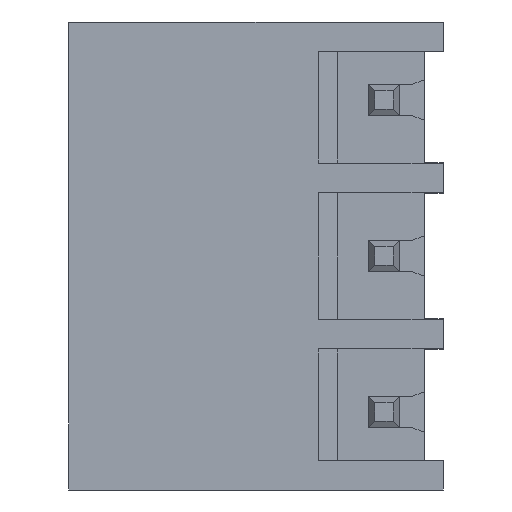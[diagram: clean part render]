
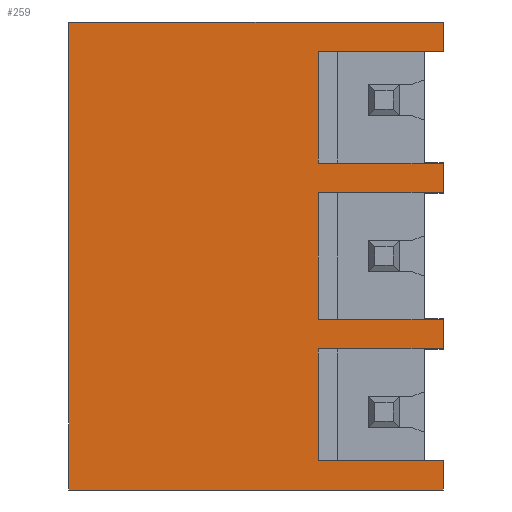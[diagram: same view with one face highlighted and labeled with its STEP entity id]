
A CAD part, front view. The second image highlights one B-rep face of the part: STEP entity #259.
In plain terms, the highlighted planar face has unit normal (0, -1, 0).
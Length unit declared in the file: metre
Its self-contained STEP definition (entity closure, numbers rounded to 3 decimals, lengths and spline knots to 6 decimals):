
#259=ADVANCED_FACE('',(#698),#699,.F.);
#698=FACE_OUTER_BOUND('',#1326,.T.);
#699=PLANE('',#1327);
#1326=EDGE_LOOP('',(#2042,#2043,#2044,#2045,#2046,#2047,#2048,#2049,#2050,#2051,#2052,#2053,#2054,#2055,#2056,#2057));
#1327=AXIS2_PLACEMENT_3D('',#2058,#2059,#2060);
#2042=ORIENTED_EDGE('',*,*,#3877,.T.);
#2043=ORIENTED_EDGE('',*,*,#3878,.F.);
#2044=ORIENTED_EDGE('',*,*,#3879,.T.);
#2045=ORIENTED_EDGE('',*,*,#3880,.T.);
#2046=ORIENTED_EDGE('',*,*,#3881,.F.);
#2047=ORIENTED_EDGE('',*,*,#3874,.F.);
#2048=ORIENTED_EDGE('',*,*,#3882,.F.);
#2049=ORIENTED_EDGE('',*,*,#3883,.T.);
#2050=ORIENTED_EDGE('',*,*,#3884,.T.);
#2051=ORIENTED_EDGE('',*,*,#3885,.F.);
#2052=ORIENTED_EDGE('',*,*,#3886,.T.);
#2053=ORIENTED_EDGE('',*,*,#3887,.T.);
#2054=ORIENTED_EDGE('',*,*,#3888,.T.);
#2055=ORIENTED_EDGE('',*,*,#3889,.F.);
#2056=ORIENTED_EDGE('',*,*,#3890,.F.);
#2057=ORIENTED_EDGE('',*,*,#3891,.T.);
#2058=CARTESIAN_POINT('',(-0.0118,0.0001,0.15076));
#2059=DIRECTION('',(0.,1.0,0.));
#2060=DIRECTION('',(1.0,0.0,0.));
#3874=EDGE_CURVE('',#4676,#4678,#4679,.T.);
#3877=EDGE_CURVE('',#4682,#4683,#4684,.T.);
#3878=EDGE_CURVE('',#4685,#4683,#4686,.T.);
#3879=EDGE_CURVE('',#4685,#4687,#4688,.T.);
#3880=EDGE_CURVE('',#4687,#4689,#4690,.T.);
#3881=EDGE_CURVE('',#4678,#4689,#4691,.T.);
#3882=EDGE_CURVE('',#4692,#4676,#4693,.T.);
#3883=EDGE_CURVE('',#4692,#4694,#4695,.T.);
#3884=EDGE_CURVE('',#4694,#4696,#4697,.T.);
#3885=EDGE_CURVE('',#4698,#4696,#4699,.T.);
#3886=EDGE_CURVE('',#4698,#4700,#4701,.T.);
#3887=EDGE_CURVE('',#4700,#4702,#4703,.T.);
#3888=EDGE_CURVE('',#4702,#4704,#4705,.T.);
#3889=EDGE_CURVE('',#4706,#4704,#4707,.T.);
#3890=EDGE_CURVE('',#4708,#4706,#4709,.T.);
#3891=EDGE_CURVE('',#4708,#4682,#4710,.T.);
#4676=VERTEX_POINT('',#5822);
#4678=VERTEX_POINT('',#5825);
#4679=LINE('',#5826,#5827);
#4682=VERTEX_POINT('',#5831);
#4683=VERTEX_POINT('',#5832);
#4684=LINE('',#5833,#5834);
#4685=VERTEX_POINT('',#5835);
#4686=LINE('',#5836,#5837);
#4687=VERTEX_POINT('',#5838);
#4688=LINE('',#5839,#5840);
#4689=VERTEX_POINT('',#5841);
#4690=LINE('',#5842,#5843);
#4691=LINE('',#5844,#5845);
#4692=VERTEX_POINT('',#5846);
#4693=LINE('',#5847,#5848);
#4694=VERTEX_POINT('',#5849);
#4695=LINE('',#5850,#5851);
#4696=VERTEX_POINT('',#5852);
#4697=LINE('',#5853,#5854);
#4698=VERTEX_POINT('',#5855);
#4699=LINE('',#5856,#5857);
#4700=VERTEX_POINT('',#5858);
#4701=LINE('',#5859,#5860);
#4702=VERTEX_POINT('',#5861);
#4703=LINE('',#5862,#5863);
#4704=VERTEX_POINT('',#5864);
#4705=LINE('',#5865,#5866);
#4706=VERTEX_POINT('',#5867);
#4707=LINE('',#5868,#5869);
#4708=VERTEX_POINT('',#5870);
#4709=LINE('',#5871,#5872);
#4710=LINE('',#5873,#5874);
#5822=CARTESIAN_POINT('',(0.0002,0.0001,0.1399));
#5825=CARTESIAN_POINT('',(-0.0038,0.0001,0.1399));
#5826=CARTESIAN_POINT('',(-0.0028,0.0001,0.1399));
#5827=VECTOR('',#7268,1.0);
#5831=CARTESIAN_POINT('',(-0.0118,0.0001,0.15038));
#5832=CARTESIAN_POINT('',(-0.0118,0.0001,0.13538));
#5833=CARTESIAN_POINT('',(-0.0118,0.0001,0.14572));
#5834=VECTOR('',#7270,1.0);
#5835=CARTESIAN_POINT('',(0.0002,0.0001,0.13538));
#5836=CARTESIAN_POINT('',(-0.0118,0.0001,0.13538));
#5837=VECTOR('',#7271,1.0);
#5838=CARTESIAN_POINT('',(0.0002,0.0001,0.13632));
#5839=CARTESIAN_POINT('',(0.0002,0.0001,0.13566));
#5840=VECTOR('',#7272,1.0);
#5841=CARTESIAN_POINT('',(-0.0038,0.0001,0.13632));
#5842=CARTESIAN_POINT('',(-0.0028,0.0001,0.13632));
#5843=VECTOR('',#7273,1.0);
#5844=CARTESIAN_POINT('',(-0.0038,0.0001,0.13358));
#5845=VECTOR('',#7274,1.0);
#5846=CARTESIAN_POINT('',(0.0002,0.0001,0.14086));
#5847=CARTESIAN_POINT('',(0.0002,0.0001,0.1401));
#5848=VECTOR('',#7275,1.0);
#5849=CARTESIAN_POINT('',(-0.0038,0.0001,0.14086));
#5850=CARTESIAN_POINT('',(-0.0028,0.0001,0.14086));
#5851=VECTOR('',#7276,1.0);
#5852=CARTESIAN_POINT('',(-0.0038,0.0001,0.1449));
#5853=CARTESIAN_POINT('',(-0.0038,0.0001,0.14568));
#5854=VECTOR('',#7277,1.0);
#5855=CARTESIAN_POINT('',(0.0002,0.0001,0.1449));
#5856=CARTESIAN_POINT('',(-0.0028,0.0001,0.1449));
#5857=VECTOR('',#7278,1.0);
#5858=CARTESIAN_POINT('',(0.0002,0.0001,0.14586));
#5859=CARTESIAN_POINT('',(0.0002,0.0001,0.1457));
#5860=VECTOR('',#7279,1.0);
#5861=CARTESIAN_POINT('',(-0.0038,0.0001,0.14586));
#5862=CARTESIAN_POINT('',(-0.0028,0.0001,0.14586));
#5863=VECTOR('',#7280,1.0);
#5864=CARTESIAN_POINT('',(-0.0038,0.0001,0.14944));
#5865=CARTESIAN_POINT('',(-0.0038,0.0001,0.15068));
#5866=VECTOR('',#7281,1.0);
#5867=CARTESIAN_POINT('',(0.0002,0.0001,0.14944));
#5868=CARTESIAN_POINT('',(-0.0028,0.0001,0.14944));
#5869=VECTOR('',#7282,1.0);
#5870=CARTESIAN_POINT('',(0.0002,0.0001,0.15038));
#5871=CARTESIAN_POINT('',(0.0002,0.0001,0.1501));
#5872=VECTOR('',#7283,1.0);
#5873=CARTESIAN_POINT('',(-0.0118,0.0001,0.15038));
#5874=VECTOR('',#7284,1.0);
#7268=DIRECTION('',(-1.0,0.,0.));
#7270=DIRECTION('',(0.,0.,-1.0));
#7271=DIRECTION('',(-1.0,0.,0.));
#7272=DIRECTION('',(0.,0.,1.0));
#7273=DIRECTION('',(-1.0,0.,0.));
#7274=DIRECTION('',(0.,0.,-1.0));
#7275=DIRECTION('',(0.,0.,-1.0));
#7276=DIRECTION('',(-1.0,0.,0.));
#7277=DIRECTION('',(0.,0.,1.0));
#7278=DIRECTION('',(-1.0,0.,0.));
#7279=DIRECTION('',(0.,0.,1.0));
#7280=DIRECTION('',(-1.0,0.,0.));
#7281=DIRECTION('',(0.,0.,1.0));
#7282=DIRECTION('',(-1.0,0.,0.));
#7283=DIRECTION('',(0.,0.,-1.0));
#7284=DIRECTION('',(-1.0,0.,0.));
